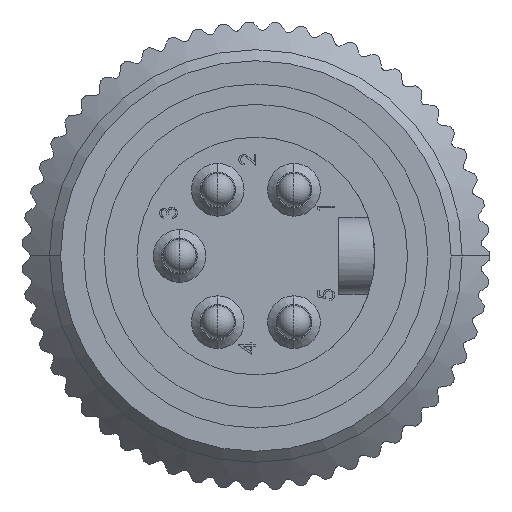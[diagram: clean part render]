
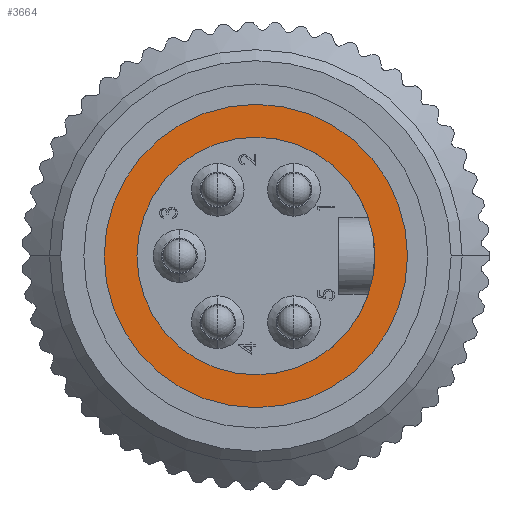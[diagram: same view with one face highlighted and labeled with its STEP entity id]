
A CAD part, left-side view. The second image highlights one B-rep face of the part: STEP entity #3664.
In plain terms, the highlighted planar face has unit normal (-1, 0, 0).
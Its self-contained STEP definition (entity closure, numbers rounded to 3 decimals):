
#693 = AXIS2_PLACEMENT_3D ( 'NONE', #11897, #11864, #11855 ) ;
#1049 = DIRECTION ( 'NONE',  ( 0., 0., 1. ) ) ;
#1200 = CIRCLE ( 'NONE', #17364, 7.11 ) ;
#2154 = EDGE_CURVE ( 'NONE', #6350, #5845, #20526, .T. ) ;
#3664 = ADVANCED_FACE ( 'NONE', ( #20464, #7347 ), #14324, .T. ) ;
#4372 = ORIENTED_EDGE ( 'NONE', *, *, #23142, .F. ) ;
#5421 = AXIS2_PLACEMENT_3D ( 'NONE', #10516, #28473, #13166 ) ;
#5845 = VERTEX_POINT ( 'NONE', #29233 ) ;
#6350 = VERTEX_POINT ( 'NONE', #19438 ) ;
#7347 = FACE_OUTER_BOUND ( 'NONE', #32518, .T. ) ;
#7461 = CIRCLE ( 'NONE', #5421, 7.11 ) ;
#9523 = CARTESIAN_POINT ( 'NONE',  ( -7.01, 0., 7.11 ) ) ;
#10422 = VERTEX_POINT ( 'NONE', #28056 ) ;
#10516 = CARTESIAN_POINT ( 'NONE',  ( -7.01, 0., 0. ) ) ;
#11698 = CARTESIAN_POINT ( 'NONE',  ( -7.01, 0., 0. ) ) ;
#11855 = DIRECTION ( 'NONE',  ( 0., 0., 1. ) ) ;
#11864 = DIRECTION ( 'NONE',  ( -1., 0., 0. ) ) ;
#11897 = CARTESIAN_POINT ( 'NONE',  ( -7.01, 0., 0. ) ) ;
#13166 = DIRECTION ( 'NONE',  ( 0., 0., 1. ) ) ;
#13740 = EDGE_LOOP ( 'NONE', ( #4372, #21416 ) ) ;
#14324 = PLANE ( 'NONE',  #19976 ) ;
#14386 = AXIS2_PLACEMENT_3D ( 'NONE', #29970, #14692, #32512 ) ;
#14636 = CARTESIAN_POINT ( 'NONE',  ( -7.01, 0., 0. ) ) ;
#14692 = DIRECTION ( 'NONE',  ( -1., 0., 0. ) ) ;
#14984 = EDGE_CURVE ( 'NONE', #5845, #6350, #30124, .T. ) ;
#16925 = DIRECTION ( 'NONE',  ( -1., 0., 0. ) ) ;
#17245 = DIRECTION ( 'NONE',  ( 0., 0., 1. ) ) ;
#17364 = AXIS2_PLACEMENT_3D ( 'NONE', #14636, #32453, #17245 ) ;
#17462 = ORIENTED_EDGE ( 'NONE', *, *, #14984, .T. ) ;
#19438 = CARTESIAN_POINT ( 'NONE',  ( -7.01, 0., -9.07 ) ) ;
#19585 = ORIENTED_EDGE ( 'NONE', *, *, #2154, .T. ) ;
#19976 = AXIS2_PLACEMENT_3D ( 'NONE', #11698, #16925, #1049 ) ;
#20464 = FACE_BOUND ( 'NONE', #13740, .T. ) ;
#20526 = CIRCLE ( 'NONE', #693, 9.07 ) ;
#21416 = ORIENTED_EDGE ( 'NONE', *, *, #23963, .F. ) ;
#22222 = VERTEX_POINT ( 'NONE', #9523 ) ;
#23142 = EDGE_CURVE ( 'NONE', #22222, #10422, #1200, .T. ) ;
#23963 = EDGE_CURVE ( 'NONE', #10422, #22222, #7461, .T. ) ;
#28056 = CARTESIAN_POINT ( 'NONE',  ( -7.01, 0., -7.11 ) ) ;
#28473 = DIRECTION ( 'NONE',  ( -1., 0., 0. ) ) ;
#29233 = CARTESIAN_POINT ( 'NONE',  ( -7.01, 0., 9.07 ) ) ;
#29970 = CARTESIAN_POINT ( 'NONE',  ( -7.01, 0., 0. ) ) ;
#30124 = CIRCLE ( 'NONE', #14386, 9.07 ) ;
#32453 = DIRECTION ( 'NONE',  ( -1., 0., 0. ) ) ;
#32512 = DIRECTION ( 'NONE',  ( 0., 0., 1. ) ) ;
#32518 = EDGE_LOOP ( 'NONE', ( #17462, #19585 ) ) ;
